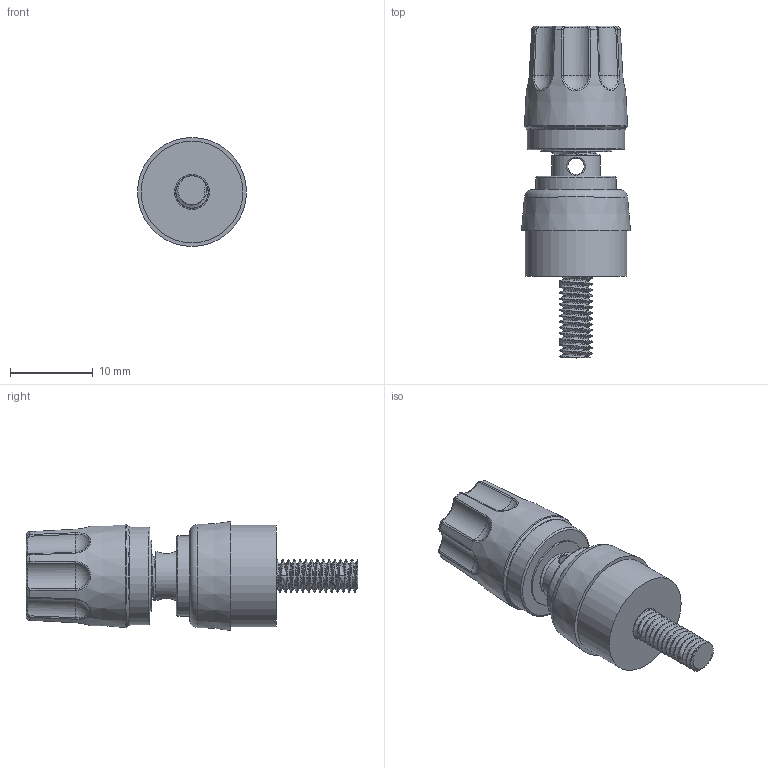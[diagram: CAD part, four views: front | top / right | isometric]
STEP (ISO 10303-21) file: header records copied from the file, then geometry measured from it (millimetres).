
FILE_DESCRIPTION(('FreeCAD Model'),'2;1');
FILE_NAME('Open CASCADE Shape Model','2023-06-18T20:28:32',( 'kicad StepUp'),('ksu MCAD'),'Open CASCADE STEP processor 7.6', 'FreeCAD','Unknown');
FILE_SCHEMA(('AUTOMOTIVE_DESIGN { 1 0 10303 214 1 1 1 1 }'));
Length unit declared in the file: millimetre
Products named in the file (1): Fusion
Bounding box: 13.2 x 40.2 x 13.2 mm (x, y, z)
Volume: 2669.4 mm3; surface area: 2704.8 mm2
Topology: 2 solids, 2 shells, 195 faces, 501 edges, 318 vertices
Faces by surface type: cylinder 99, bspline 56, torus 15, plane 14, sphere 8, cone 3
Full cylindrical faces by diameter (mm): 2 x2, 3.111 x29, 3.908 x28, 4 x4, 4.2 x2, 4.744 x4, 5.884 x5, 6.5 x1, 8.5 x1, 9.7 x1, 10 x1, 11.8 x1, 12.3 x1
Entity records: 14125 total; most frequent: CARTESIAN_POINT 8471, ORIENTED_EDGE 1002, DIRECTION 717, EDGE_CURVE 501, VERTEX_POINT 318, AXIS2_PLACEMENT_3D 314, B_SPLINE_CURVE_WITH_KNOTS 238, FACE_BOUND 209
